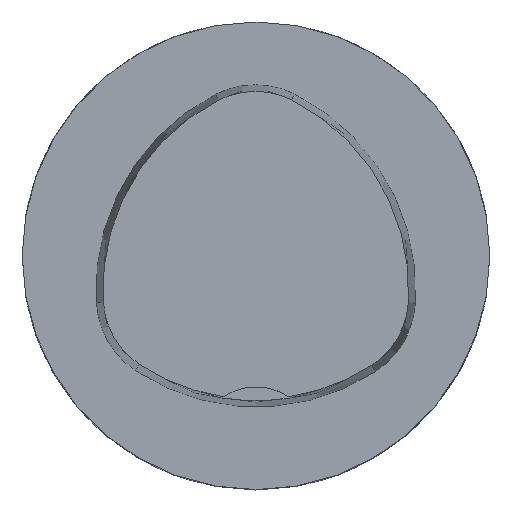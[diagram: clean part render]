
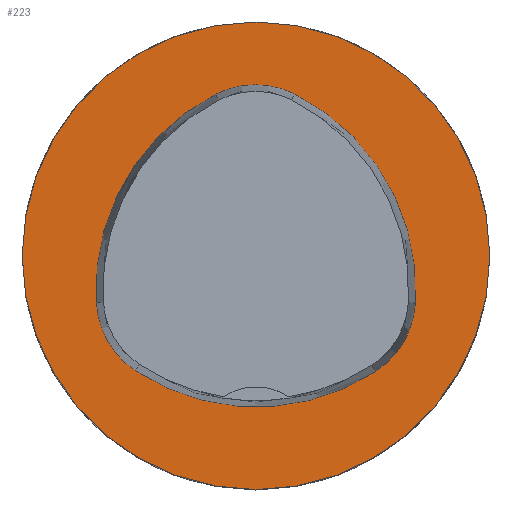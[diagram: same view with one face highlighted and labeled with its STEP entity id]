
A CAD part, top view. The second image highlights one B-rep face of the part: STEP entity #223.
In plain terms, the highlighted planar face has unit normal (0, 0, 1).
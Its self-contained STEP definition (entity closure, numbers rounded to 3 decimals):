
#75=CIRCLE('',#1462,16.);
#76=CIRCLE('',#1468,15.);
#78=CIRCLE('',#1471,6.);
#80=CIRCLE('',#1474,15.);
#82=CIRCLE('',#1477,6.);
#86=CIRCLE('',#1482,15.);
#88=CIRCLE('',#1485,6.);
#223=ADVANCED_FACE('',(#490,#491),#273,.T.);
#273=PLANE('',#1490);
#490=FACE_BOUND('',#566,.T.);
#491=FACE_BOUND('',#567,.T.);
#566=EDGE_LOOP('',(#915,#916,#917,#918,#919,#920));
#567=EDGE_LOOP('',(#921));
#915=ORIENTED_EDGE('',*,*,#1264,.T.);
#916=ORIENTED_EDGE('',*,*,#1244,.T.);
#917=ORIENTED_EDGE('',*,*,#1248,.T.);
#918=ORIENTED_EDGE('',*,*,#1251,.T.);
#919=ORIENTED_EDGE('',*,*,#1254,.T.);
#920=ORIENTED_EDGE('',*,*,#1262,.T.);
#921=ORIENTED_EDGE('',*,*,#1235,.F.);
#1062=VERTEX_POINT('',#2512);
#1071=VERTEX_POINT('',#2531);
#1072=VERTEX_POINT('',#2532);
#1075=VERTEX_POINT('',#2540);
#1077=VERTEX_POINT('',#2546);
#1079=VERTEX_POINT('',#2552);
#1086=VERTEX_POINT('',#2573);
#1235=EDGE_CURVE('',#1062,#1062,#75,.T.);
#1244=EDGE_CURVE('',#1071,#1072,#76,.T.);
#1248=EDGE_CURVE('',#1072,#1075,#78,.T.);
#1251=EDGE_CURVE('',#1075,#1077,#80,.T.);
#1254=EDGE_CURVE('',#1077,#1079,#82,.T.);
#1262=EDGE_CURVE('',#1079,#1086,#86,.T.);
#1264=EDGE_CURVE('',#1086,#1071,#88,.T.);
#1462=AXIS2_PLACEMENT_3D('',#2511,#1732,#1733);
#1468=AXIS2_PLACEMENT_3D('',#2530,#1748,#1749);
#1471=AXIS2_PLACEMENT_3D('',#2539,#1756,#1757);
#1474=AXIS2_PLACEMENT_3D('',#2545,#1763,#1764);
#1477=AXIS2_PLACEMENT_3D('',#2551,#1770,#1771);
#1482=AXIS2_PLACEMENT_3D('',#2574,#1782,#1783);
#1485=AXIS2_PLACEMENT_3D('',#2577,#1788,#1789);
#1490=AXIS2_PLACEMENT_3D('',#2582,#1798,#1799);
#1732=DIRECTION('',(0.,0.,-1.));
#1733=DIRECTION('',(-1.,0.,0.));
#1748=DIRECTION('',(0.,0.,-1.));
#1749=DIRECTION('',(-1.,0.,0.));
#1756=DIRECTION('',(0.,0.,-1.));
#1757=DIRECTION('',(-1.,0.,0.));
#1763=DIRECTION('',(0.,0.,-1.));
#1764=DIRECTION('',(-1.,0.,0.));
#1770=DIRECTION('',(0.,0.,-1.));
#1771=DIRECTION('',(-1.,0.,0.));
#1782=DIRECTION('',(0.,0.,-1.));
#1783=DIRECTION('',(-1.,0.,0.));
#1788=DIRECTION('',(0.,0.,-1.));
#1789=DIRECTION('',(-1.,0.,0.));
#1798=DIRECTION('',(0.,0.,1.));
#1799=DIRECTION('',(1.,0.,0.));
#2511=CARTESIAN_POINT('',(0.,0.,0.));
#2512=CARTESIAN_POINT('',(-16.,0.,0.));
#2530=CARTESIAN_POINT('',(4.048,-2.316,0.));
#2531=CARTESIAN_POINT('',(-10.926,-3.206,0.));
#2532=CARTESIAN_POINT('',(-2.774,11.043,0.));
#2539=CARTESIAN_POINT('',(-0.045,5.7,0.));
#2540=CARTESIAN_POINT('',(2.638,11.066,0.));
#2545=CARTESIAN_POINT('',(-4.07,-2.35,0.));
#2546=CARTESIAN_POINT('',(10.903,-3.249,0.));
#2551=CARTESIAN_POINT('',(4.914,-2.889,0.));
#2552=CARTESIAN_POINT('',(8.177,-7.924,0.));
#2573=CARTESIAN_POINT('',(-8.24,-7.859,0.));
#2574=CARTESIAN_POINT('',(0.019,4.663,0.));
#2577=CARTESIAN_POINT('',(-4.936,-2.85,0.));
#2582=CARTESIAN_POINT('',(0.,0.,0.));
